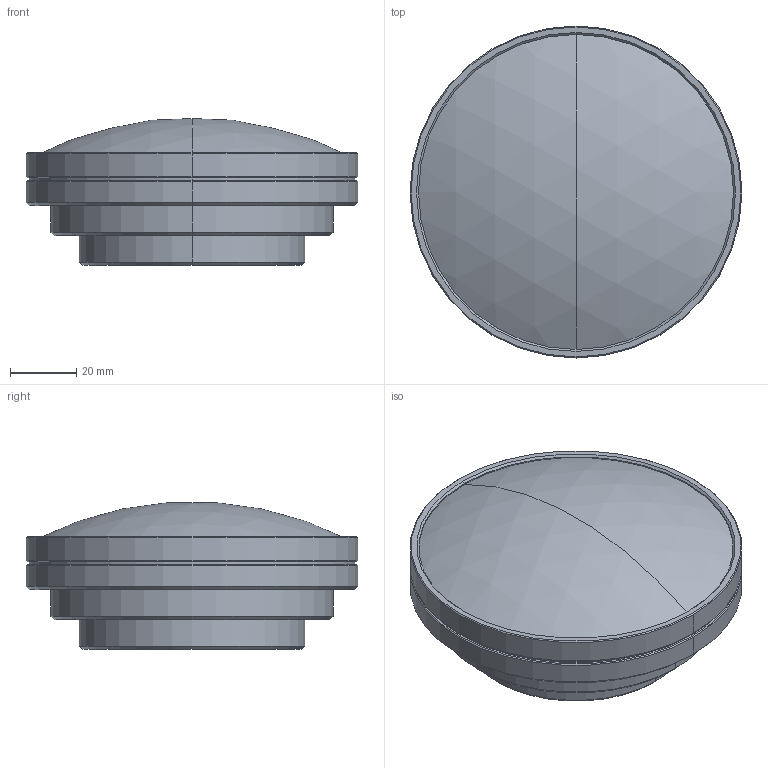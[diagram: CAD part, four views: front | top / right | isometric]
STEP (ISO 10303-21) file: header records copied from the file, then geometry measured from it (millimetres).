
FILE_DESCRIPTION (( 'STEP AP203' ), '1' );
FILE_NAME ('630015.STEP', '2021-06-03T01:53:40', ( '' ), ( '' ), 'SwSTEP 2.0', 'SolidWorks 2020', '' );
FILE_SCHEMA (( 'CONFIG_CONTROL_DESIGN' ));
Length unit declared in the file: millimetre
Products named in the file (1): 630015
Bounding box: 100 x 100 x 44.23 mm (x, y, z)
Volume: 242303.6 mm3; surface area: 25636.2 mm2
Topology: 1 solids, 1 shells, 37 faces, 71 edges, 42 vertices
Faces by surface type: cylinder 14, cone 14, plane 7, sphere 2
Entity records: 1017 total; most frequent: DIRECTION 190, CARTESIAN_POINT 151, ORIENTED_EDGE 142, AXIS2_PLACEMENT_3D 81, EDGE_CURVE 71, EDGE_LOOP 43, CIRCLE 43, VERTEX_POINT 42
